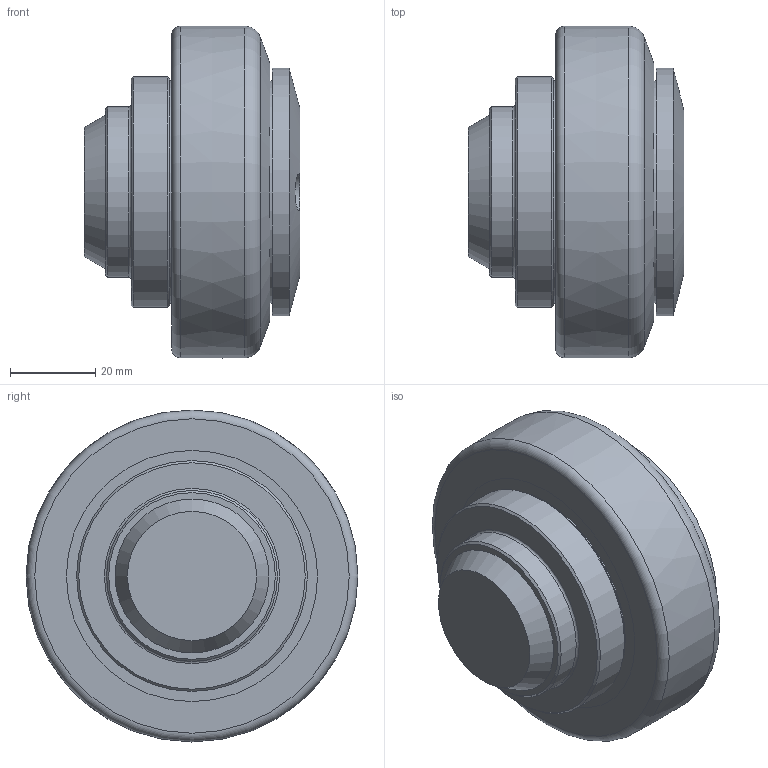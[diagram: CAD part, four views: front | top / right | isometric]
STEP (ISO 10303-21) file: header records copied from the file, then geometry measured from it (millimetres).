
FILE_DESCRIPTION(/* description */ ('-','CAx-IF Rec.Pracs.---Representation and Presentation of Product Manufacturing Information (PMI)---4.0---2014-10-13'),/* implementation_level */ '2;1');
FILE_NAME(/* name */ '58df4fbb-7d38-4a35-a03e-5d3c559941dc.stp',/* time_stamp */ '2020-06-23T16:02:43+02:00',/* author */ ('-'),/* organization */ ('NTI CADcenter A/S'),/* preprocessor_version */ 'ST-DEVELOPER v18',/* originating_system */ 'Autodesk Inventor 2020',/* authorisation */ '-');
FILE_SCHEMA (('AP242_MANAGED_MODEL_BASED_3D_ENGINEERING_MIM_LF { 1 0 10303 442 1 1 4 }'));
Length unit declared in the file: millimetre
Products named in the file (1): HTR080.0360_Kontur
Bounding box: 50.5 x 77.69 x 77.7 mm (x, y, z)
Volume: 139312.6 mm3; surface area: 31342.3 mm2
Topology: 1 solids, 1 shells, 77 faces, 218 edges, 158 vertices
Faces by surface type: plane 34, cylinder 25, cone 10, torus 7, bspline 1
Full cylindrical faces by diameter (mm): 3 x2, 7.53 x2, 8.6 x2, 40 x1, 45 x1, 46 x1, 52 x2, 52.5 x3, 54 x1, 55 x1, 56.5 x3, 58 x1, 58.8 x2, 62.5 x1
Entity records: 2930 total; most frequent: CARTESIAN_POINT 696, DIRECTION 466, ORIENTED_EDGE 432, EDGE_CURVE 216, AXIS2_PLACEMENT_3D 204, VERTEX_POINT 158, CIRCLE 127, EDGE_LOOP 98
